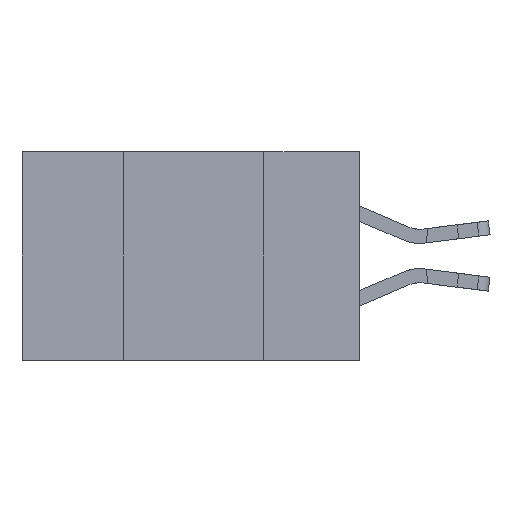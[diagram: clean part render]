
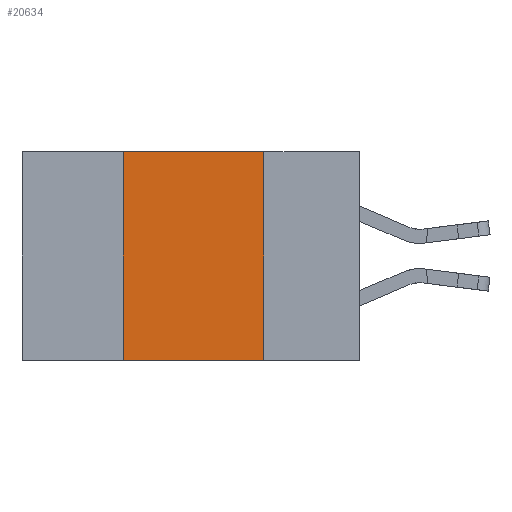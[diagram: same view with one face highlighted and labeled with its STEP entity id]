
A CAD part, left-side view. The second image highlights one B-rep face of the part: STEP entity #20634.
In plain terms, the highlighted planar face has unit normal (-1, 0, 0).
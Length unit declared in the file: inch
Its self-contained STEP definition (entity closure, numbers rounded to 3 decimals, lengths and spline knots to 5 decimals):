
#841 = VERTEX_POINT ( 'NONE', #22256 ) ;
#1084 = EDGE_LOOP ( 'NONE', ( #7433, #5227, #16053, #12291 ) ) ;
#3613 = CARTESIAN_POINT ( 'NONE',  ( 0., 0.17, -0.37 ) ) ;
#3988 = CARTESIAN_POINT ( 'NONE',  ( 0., 0.42, 0. ) ) ;
#4486 = CARTESIAN_POINT ( 'NONE',  ( 0., 0.42, 0. ) ) ;
#4824 = AXIS2_PLACEMENT_3D ( 'NONE', #20534, #18455, #7616 ) ;
#5227 = ORIENTED_EDGE ( 'NONE', *, *, #9123, .F. ) ;
#6028 = EDGE_CURVE ( 'NONE', #841, #21930, #12248, .T. ) ;
#7022 = VERTEX_POINT ( 'NONE', #4486 ) ;
#7087 = VECTOR ( 'NONE', #22279, 39.37008 ) ;
#7251 = LINE ( 'NONE', #26526, #23595 ) ;
#7433 = ORIENTED_EDGE ( 'NONE', *, *, #6028, .F. ) ;
#7616 = DIRECTION ( 'NONE',  ( 0., 0., -1. ) ) ;
#9123 = EDGE_CURVE ( 'NONE', #7022, #841, #24206, .T. ) ;
#12248 = LINE ( 'NONE', #20691, #14185 ) ;
#12291 = ORIENTED_EDGE ( 'NONE', *, *, #25486, .T. ) ;
#13077 = DIRECTION ( 'NONE',  ( 0., 0., -1. ) ) ;
#14185 = VECTOR ( 'NONE', #13077, 39.37008 ) ;
#15747 = DIRECTION ( 'NONE',  ( 0., -1., 0. ) ) ;
#16053 = ORIENTED_EDGE ( 'NONE', *, *, #21237, .F. ) ;
#16104 = PLANE ( 'NONE',  #4824 ) ;
#18455 = DIRECTION ( 'NONE',  ( 1., 0., 0. ) ) ;
#20480 = CARTESIAN_POINT ( 'NONE',  ( 0., 0.6, 0. ) ) ;
#20534 = CARTESIAN_POINT ( 'NONE',  ( 0., 0.6, 0. ) ) ;
#20634 = ADVANCED_FACE ( 'NONE', ( #22463 ), #16104, .F. ) ;
#20646 = VERTEX_POINT ( 'NONE', #24536 ) ;
#20691 = CARTESIAN_POINT ( 'NONE',  ( 0., 0.17, 0. ) ) ;
#21237 = EDGE_CURVE ( 'NONE', #20646, #7022, #22961, .T. ) ;
#21930 = VERTEX_POINT ( 'NONE', #3613 ) ;
#22256 = CARTESIAN_POINT ( 'NONE',  ( 0., 0.17, 0. ) ) ;
#22279 = DIRECTION ( 'NONE',  ( 0., -1., 0. ) ) ;
#22463 = FACE_OUTER_BOUND ( 'NONE', #1084, .T. ) ;
#22961 = LINE ( 'NONE', #3988, #25660 ) ;
#23595 = VECTOR ( 'NONE', #15747, 39.37008 ) ;
#24206 = LINE ( 'NONE', #20480, #7087 ) ;
#24536 = CARTESIAN_POINT ( 'NONE',  ( 0., 0.42, -0.37 ) ) ;
#25486 = EDGE_CURVE ( 'NONE', #20646, #21930, #7251, .T. ) ;
#25594 = DIRECTION ( 'NONE',  ( 0., 0., 1. ) ) ;
#25660 = VECTOR ( 'NONE', #25594, 39.37008 ) ;
#26526 = CARTESIAN_POINT ( 'NONE',  ( 0., 0.6, -0.37 ) ) ;
